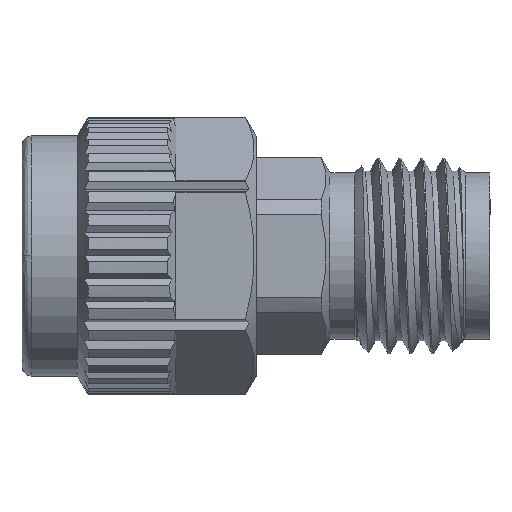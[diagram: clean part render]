
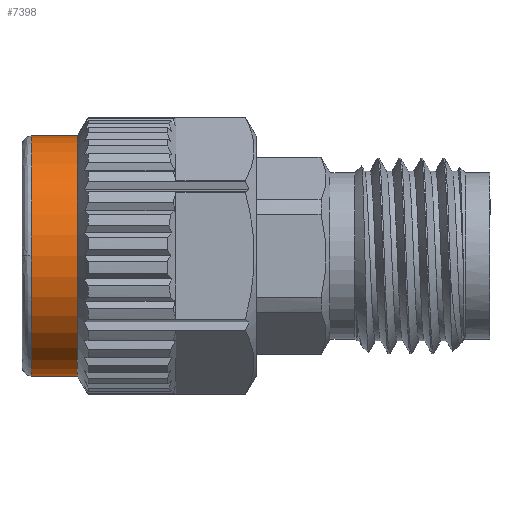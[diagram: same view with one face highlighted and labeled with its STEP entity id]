
A CAD part, top view. The second image highlights one B-rep face of the part: STEP entity #7398.
In plain terms, the highlighted cylindrical face has radius 3.9 mm (diameter 7.8 mm), a partial arc.
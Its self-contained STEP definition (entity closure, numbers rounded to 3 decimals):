
#75 = FACE_OUTER_BOUND ( 'NONE', #4682, .T. ) ;
#166 = VERTEX_POINT ( 'NONE', #2462 ) ;
#789 = CARTESIAN_POINT ( 'NONE',  ( 90.775, 3.87, -0.019 ) ) ;
#1742 = LINE ( 'NONE', #789, #11085 ) ;
#1805 = ORIENTED_EDGE ( 'NONE', *, *, #5233, .T. ) ;
#2007 = DIRECTION ( 'NONE',  ( 1., 0., 0. ) ) ;
#2290 = CARTESIAN_POINT ( 'NONE',  ( 90.775, -3.93, -0.019 ) ) ;
#2462 = CARTESIAN_POINT ( 'NONE',  ( 90.025, -3.93, -0.019 ) ) ;
#3754 = CARTESIAN_POINT ( 'NONE',  ( 91.525, -3.93, -0.019 ) ) ;
#4009 = VERTEX_POINT ( 'NONE', #10859 ) ;
#4682 = EDGE_LOOP ( 'NONE', ( #5884, #11557, #1805, #15520, #16066 ) ) ;
#4843 = CARTESIAN_POINT ( 'NONE',  ( 90.025, -0.03, -0.019 ) ) ;
#5138 = CYLINDRICAL_SURFACE ( 'NONE', #14596, 3.9 ) ;
#5233 = EDGE_CURVE ( 'NONE', #166, #9804, #8608, .T. ) ;
#5501 = EDGE_CURVE ( 'NONE', #11868, #12887, #9228, .T. ) ;
#5806 = EDGE_CURVE ( 'NONE', #11868, #4009, #1742, .T. ) ;
#5884 = ORIENTED_EDGE ( 'NONE', *, *, #5501, .T. ) ;
#6124 = DIRECTION ( 'NONE',  ( 1., 0., 0. ) ) ;
#6791 = DIRECTION ( 'NONE',  ( 1., 0., 0. ) ) ;
#6916 = DIRECTION ( 'NONE',  ( 0., 1., 0. ) ) ;
#7398 = ADVANCED_FACE ( 'NONE', ( #75 ), #5138, .T. ) ;
#7637 = AXIS2_PLACEMENT_3D ( 'NONE', #4843, #14054, #12639 ) ;
#8071 = CARTESIAN_POINT ( 'NONE',  ( 90.025, -0.03, -0.019 ) ) ;
#8608 = LINE ( 'NONE', #2290, #13756 ) ;
#9228 = CIRCLE ( 'NONE', #16141, 3.9 ) ;
#9798 = EDGE_CURVE ( 'NONE', #12887, #166, #11903, .T. ) ;
#9804 = VERTEX_POINT ( 'NONE', #3754 ) ;
#10859 = CARTESIAN_POINT ( 'NONE',  ( 91.525, 3.87, -0.019 ) ) ;
#11085 = VECTOR ( 'NONE', #13039, 1000. ) ;
#11335 = CARTESIAN_POINT ( 'NONE',  ( 90.025, -0.03, 3.881 ) ) ;
#11557 = ORIENTED_EDGE ( 'NONE', *, *, #9798, .T. ) ;
#11868 = VERTEX_POINT ( 'NONE', #16389 ) ;
#11903 = CIRCLE ( 'NONE', #7637, 3.9 ) ;
#11980 = CARTESIAN_POINT ( 'NONE',  ( 91.525, -0.03, -0.019 ) ) ;
#12371 = CIRCLE ( 'NONE', #14498, 3.9 ) ;
#12639 = DIRECTION ( 'NONE',  ( 0., 1., 0. ) ) ;
#12887 = VERTEX_POINT ( 'NONE', #11335 ) ;
#13039 = DIRECTION ( 'NONE',  ( 1., 0., 0. ) ) ;
#13132 = DIRECTION ( 'NONE',  ( 1., 0., 0. ) ) ;
#13188 = DIRECTION ( 'NONE',  ( 0., 1., 0. ) ) ;
#13246 = EDGE_CURVE ( 'NONE', #4009, #9804, #12371, .T. ) ;
#13756 = VECTOR ( 'NONE', #6124, 1000. ) ;
#14054 = DIRECTION ( 'NONE',  ( 1., 0., 0. ) ) ;
#14464 = DIRECTION ( 'NONE',  ( 0., 1., 0. ) ) ;
#14498 = AXIS2_PLACEMENT_3D ( 'NONE', #11980, #2007, #6916 ) ;
#14596 = AXIS2_PLACEMENT_3D ( 'NONE', #15281, #6791, #13188 ) ;
#15281 = CARTESIAN_POINT ( 'NONE',  ( 90.775, -0.03, -0.019 ) ) ;
#15520 = ORIENTED_EDGE ( 'NONE', *, *, #13246, .F. ) ;
#16066 = ORIENTED_EDGE ( 'NONE', *, *, #5806, .F. ) ;
#16141 = AXIS2_PLACEMENT_3D ( 'NONE', #8071, #13132, #14464 ) ;
#16389 = CARTESIAN_POINT ( 'NONE',  ( 90.025, 3.87, -0.019 ) ) ;
